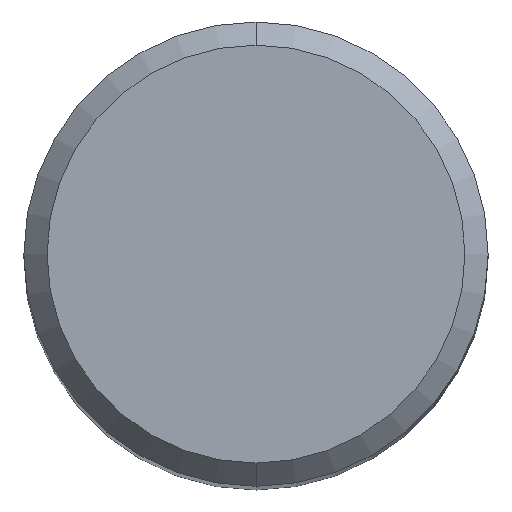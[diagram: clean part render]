
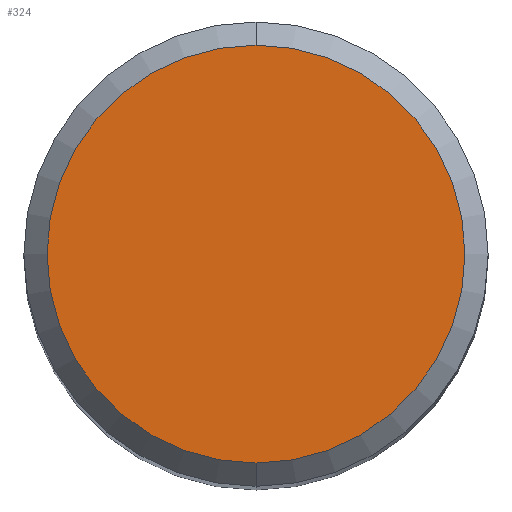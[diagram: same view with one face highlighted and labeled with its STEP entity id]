
A CAD part, top view. The second image highlights one B-rep face of the part: STEP entity #324.
In plain terms, the highlighted planar face has unit normal (0, 0, 1).
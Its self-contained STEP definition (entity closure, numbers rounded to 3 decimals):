
#288=VERTEX_POINT('',#603);
#290=EDGE_CURVE('',#356,#288,#605,.T.);
#324=ADVANCED_FACE('',(#642),#643,.T.);
#356=VERTEX_POINT('',#679);
#444=EDGE_CURVE('',#288,#356,#774,.T.);
#603=CARTESIAN_POINT('',(0.,-5.4,0.0));
#605=CIRCLE('',#1097,5.4);
#642=FACE_OUTER_BOUND('',#1145,.T.);
#643=PLANE('',#1146);
#679=CARTESIAN_POINT('',(0.0,5.4,0.0));
#774=CIRCLE('',#1471,5.4);
#1097=AXIS2_PLACEMENT_3D('',#1626,#1627,#1628);
#1145=EDGE_LOOP('',(#1663,#1664));
#1146=AXIS2_PLACEMENT_3D('',#1665,#1666,#1667);
#1471=AXIS2_PLACEMENT_3D('',#1823,#1824,#1825);
#1626=CARTESIAN_POINT('',(0.0,0.0,0.0));
#1627=DIRECTION('',(0.0,0.0,-1.0));
#1628=DIRECTION('',(0.0,1.0,0.0));
#1663=ORIENTED_EDGE('',*,*,#290,.F.);
#1664=ORIENTED_EDGE('',*,*,#444,.F.);
#1665=CARTESIAN_POINT('',(0.0,2.7,0.0));
#1666=DIRECTION('',(-0.0,0.0,1.0));
#1667=DIRECTION('',(0.0,-1.0,0.0));
#1823=CARTESIAN_POINT('',(0.0,0.0,0.0));
#1824=DIRECTION('',(0.0,0.0,-1.0));
#1825=DIRECTION('',(0.0,1.0,0.0));
